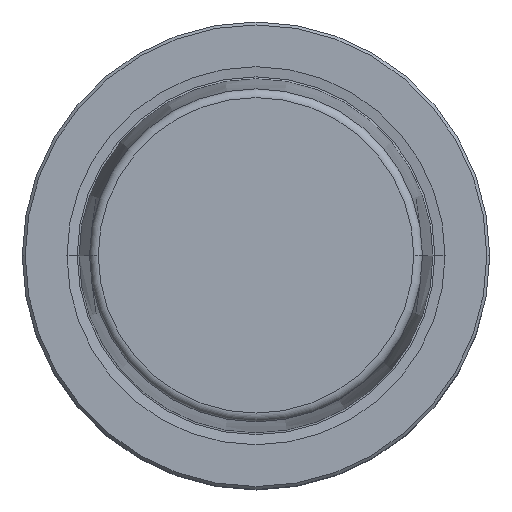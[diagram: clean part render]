
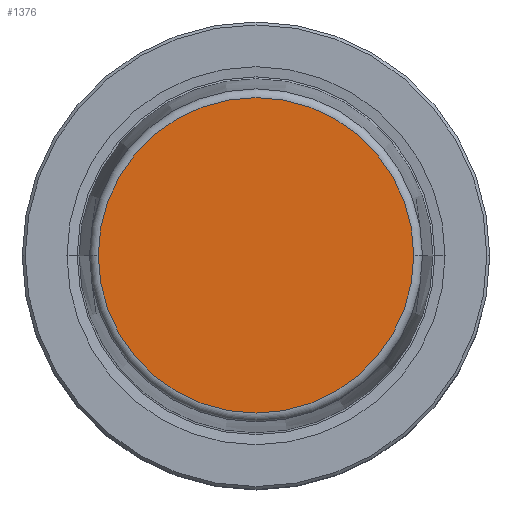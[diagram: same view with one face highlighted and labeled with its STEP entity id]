
A CAD part, top view. The second image highlights one B-rep face of the part: STEP entity #1376.
In plain terms, the highlighted planar face has unit normal (0, 0, 1).
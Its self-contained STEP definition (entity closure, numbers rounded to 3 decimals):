
#329=CARTESIAN_POINT('',(0.,0.,15.9));
#330=DIRECTION('',(0.,0.,1.));
#331=DIRECTION('',(1.,0.,0.));
#332=AXIS2_PLACEMENT_3D('',#329,#330,#331);
#337=CARTESIAN_POINT('',(0.,0.,15.9));
#338=DIRECTION('',(0.,0.,-1.));
#339=DIRECTION('',(1.,0.,0.));
#340=AXIS2_PLACEMENT_3D('',#337,#338,#339);
#981=CARTESIAN_POINT('',(10.797,0.,15.9));
#982=VERTEX_POINT('',#981);
#997=CARTESIAN_POINT('',(-10.797,0.,15.9));
#998=VERTEX_POINT('',#997);
#1367=CARTESIAN_POINT('',(0.,0.,15.9));
#1368=DIRECTION('',(0.,0.,-1.));
#1369=DIRECTION('',(-1.,0.,0.));
#1370=AXIS2_PLACEMENT_3D('',#1367,#1368,#1369);
#1371=PLANE('',#1370);
#1372=ORIENTED_EDGE('',*,*,#1360,.F.);
#1373=ORIENTED_EDGE('',*,*,#1349,.T.);
#1374=EDGE_LOOP('',(#1372,#1373));
#1375=FACE_OUTER_BOUND('',#1374,.F.);
#1376=ADVANCED_FACE('',(#1375),#1371,.F.);
#333=CIRCLE('',#332,10.797);
#341=CIRCLE('',#340,10.797);
#1349=EDGE_CURVE('',#982,#998,#341,.T.);
#1360=EDGE_CURVE('',#982,#998,#333,.T.);
